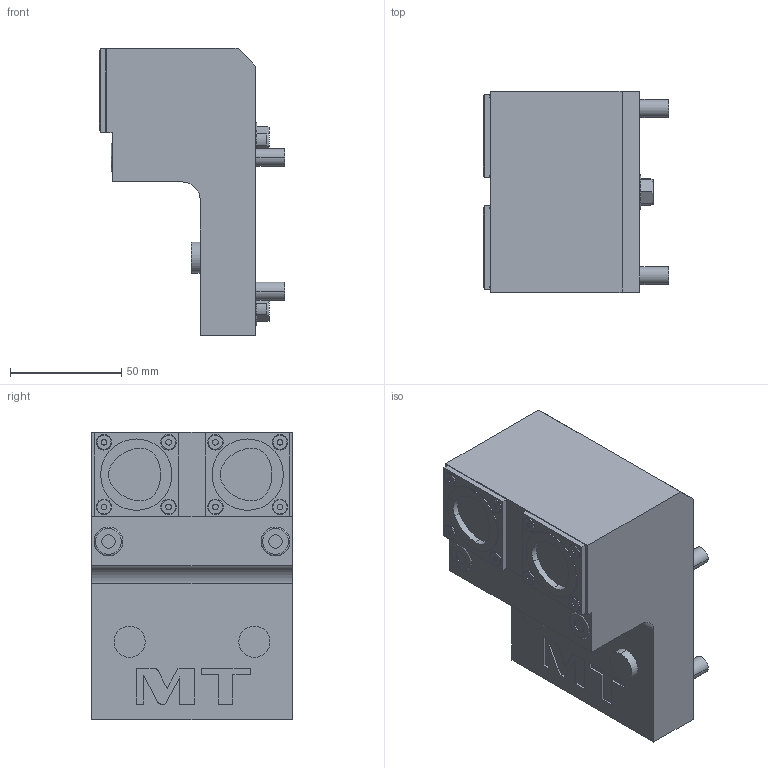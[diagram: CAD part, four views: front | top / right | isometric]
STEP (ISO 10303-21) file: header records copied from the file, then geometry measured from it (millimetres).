
FILE_DESCRIPTION((''),'2;1');
FILE_NAME('MYA0203220_CONF','2023-04-26T14:34:32',('gvalli'),('M.T. srl'),'CREO PARAMETRIC BY PTC INC, 2021072','CREO PARAMETRIC BY PTC INC, 2021072','');
FILE_SCHEMA(('CONFIG_CONTROL_DESIGN'));
Length unit declared in the file: millimetre
Products named in the file (1): MYA0203220_CONF
Bounding box: 83.3 x 90 x 129 mm (x, y, z)
Volume: 520562.3 mm3; surface area: 50074.4 mm2
Topology: 1 solids, 1 shells, 197 faces, 455 edges, 298 vertices
Faces by surface type: plane 94, cylinder 69, torus 24, cone 8, extrusion 2
Entity records: 5732 total; most frequent: CARTESIAN_POINT 1041, DIRECTION 1029, ORIENTED_EDGE 910, EDGE_CURVE 455, AXIS2_PLACEMENT_3D 397, VERTEX_POINT 298, VECTOR 235, EDGE_LOOP 235
